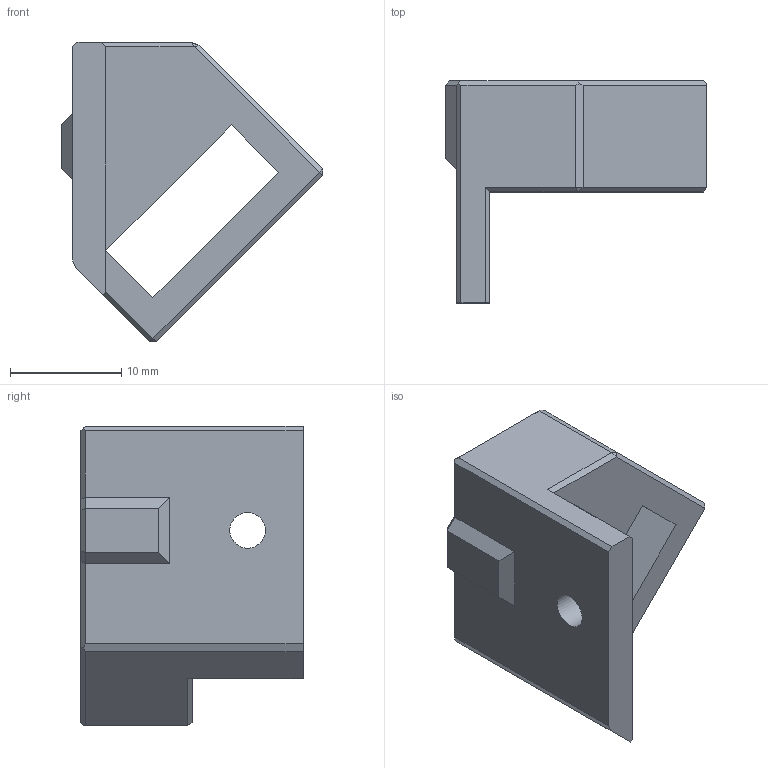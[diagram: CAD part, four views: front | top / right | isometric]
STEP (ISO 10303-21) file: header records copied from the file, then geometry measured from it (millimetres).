
FILE_DESCRIPTION(/* description */ (''),/* implementation_level */ '2;1');
FILE_NAME(/* name */ '',/* time_stamp */ '2025-06-23T17:30:24+03:00',/* author */ (''),/* organization */ (''),/* preprocessor_version */ 'ST-DEVELOPER v20.1',/* originating_system */ 'Autodesk Translation Framework v14.10.0.0',/* authorisation */ '');
FILE_SCHEMA (('AUTOMOTIVE_DESIGN { 1 0 10303 214 3 1 1 }'));
Length unit declared in the file: millimetre
Products named in the file (1): Угловой держатель 
LED
Bounding box: 23.52 x 20 x 26.96 mm (x, y, z)
Volume: 3734.2 mm3; surface area: 2327.5 mm2
Topology: 1 solids, 1 shells, 45 faces, 112 edges, 68 vertices
Faces by surface type: plane 44, cylinder 1
Full cylindrical faces by diameter (mm): 3.2 x1
Entity records: 1329 total; most frequent: CARTESIAN_POINT 226, ORIENTED_EDGE 224, DIRECTION 206, EDGE_CURVE 112, LINE 110, VECTOR 110, VERTEX_POINT 68, EDGE_LOOP 48
